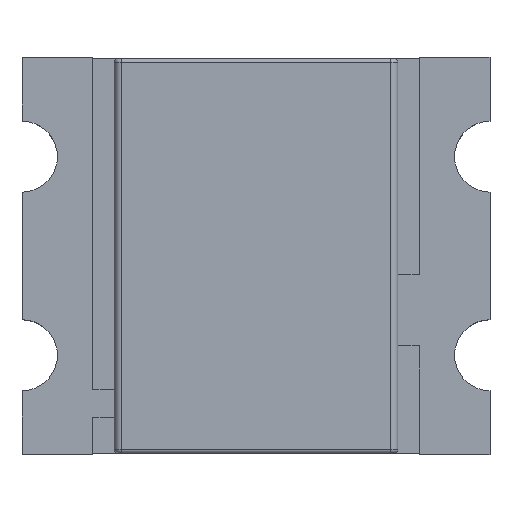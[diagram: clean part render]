
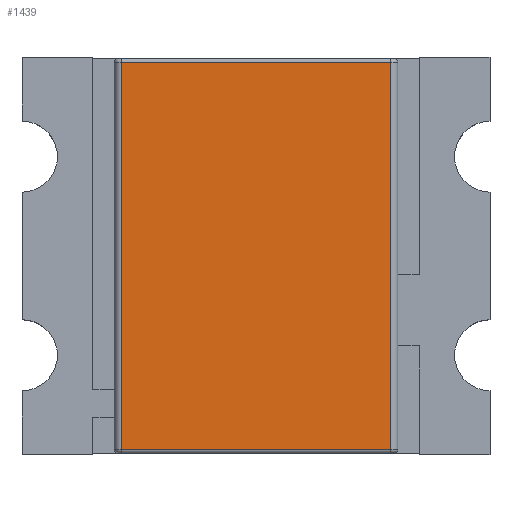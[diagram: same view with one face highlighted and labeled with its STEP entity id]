
A CAD part, top view. The second image highlights one B-rep face of the part: STEP entity #1439.
In plain terms, the highlighted planar face has unit normal (0, 0, 1).
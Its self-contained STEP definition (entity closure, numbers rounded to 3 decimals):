
#137=FACE_OUTER_BOUND('',#211,.T.);
#211=EDGE_LOOP('',(#1217,#1218,#1219,#1220));
#374=LINE('',#2298,#550);
#378=LINE('',#2321,#554);
#380=LINE('',#2324,#556);
#382=LINE('',#2327,#558);
#550=VECTOR('',#1846,10.);
#554=VECTOR('',#1862,10.);
#556=VECTOR('',#1866,10.);
#558=VECTOR('',#1870,10.);
#687=VERTEX_POINT('',#2247);
#693=VERTEX_POINT('',#2271);
#697=VERTEX_POINT('',#2291);
#699=VERTEX_POINT('',#2310);
#877=EDGE_CURVE('',#687,#697,#374,.T.);
#885=EDGE_CURVE('',#697,#699,#378,.T.);
#887=EDGE_CURVE('',#699,#693,#380,.T.);
#889=EDGE_CURVE('',#693,#687,#382,.T.);
#1217=ORIENTED_EDGE('',*,*,#877,.F.);
#1218=ORIENTED_EDGE('',*,*,#889,.F.);
#1219=ORIENTED_EDGE('',*,*,#887,.F.);
#1220=ORIENTED_EDGE('',*,*,#885,.F.);
#1369=PLANE('',#1546);
#1439=ADVANCED_FACE('',(#137),#1369,.T.);
#1546=AXIS2_PLACEMENT_3D('',#2336,#1879,#1880);
#1846=DIRECTION('',(0.,-1.,0.));
#1862=DIRECTION('',(-1.,0.,0.));
#1866=DIRECTION('',(0.,1.,0.));
#1870=DIRECTION('',(1.,0.,0.));
#1879=DIRECTION('center_axis',(0.,0.,1.));
#1880=DIRECTION('ref_axis',(1.,0.,0.));
#2247=CARTESIAN_POINT('',(0.95,1.365,1.1));
#2271=CARTESIAN_POINT('',(-0.95,1.365,1.1));
#2291=CARTESIAN_POINT('',(0.95,-1.365,1.1));
#2298=CARTESIAN_POINT('',(0.95,-0.566,1.1));
#2310=CARTESIAN_POINT('',(-0.95,-1.365,1.1));
#2321=CARTESIAN_POINT('',(-0.475,-1.365,1.1));
#2324=CARTESIAN_POINT('',(-0.95,0.824,1.1));
#2327=CARTESIAN_POINT('',(0.525,1.365,1.1));
#2336=CARTESIAN_POINT('Origin',(0.05,0.258,1.1));
